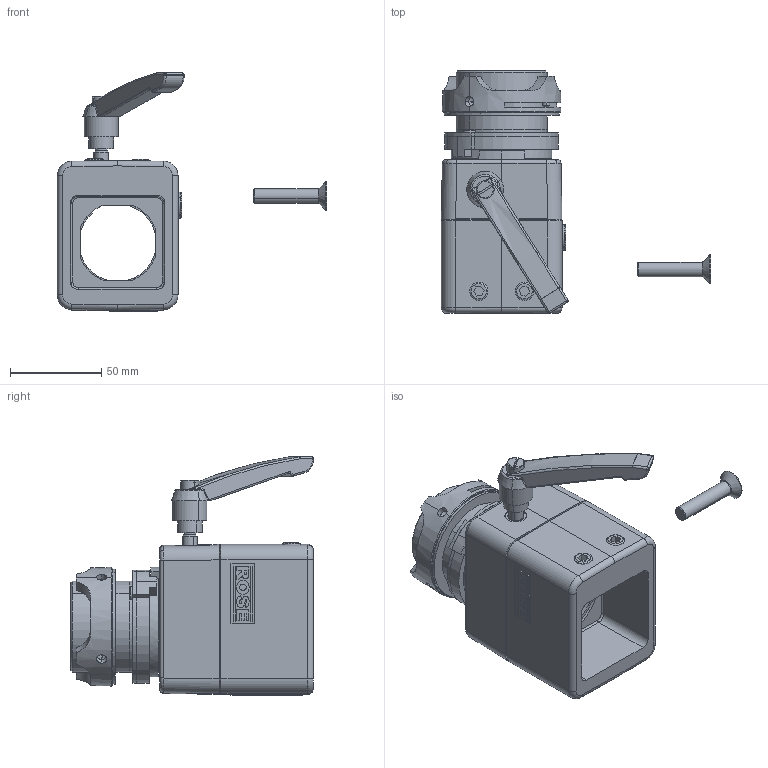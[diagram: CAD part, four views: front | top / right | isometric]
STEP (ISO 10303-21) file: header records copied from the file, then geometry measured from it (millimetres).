
FILE_DESCRIPTION (( 'STEP AP214' ), '1' );
FILE_NAME ('49517300.STEP', '2009-03-25T06:57:36', ( ' ' ), ( '' ), 'SwSTEP 2.0', 'SolidWorks 2008', '' );
FILE_SCHEMA (( 'AUTOMOTIVE_DESIGN' ));
Length unit declared in the file: millimetre
Products named in the file (32): 12601_Standard; 49517300; 82311_Standard; 93293_Standard; 12607_Standard; GewindebuchseA-M8_DIN16903_Standard; 94150_Standard; 94153_Standard; 12545_Standard; 82175_Standard; 83003_Standard; 94553_Standard; GewindebuchseC-M6_DIN16903_Standard; 12600_Standard; 12602_Standard; 93501_Standard; 94689_Standard; 94152_Standard; 94702_Standard; 94692_Standard; 94151_Standard; 93290_Standard; 83048_Standard; 92261_Standard; 93004_Standard; 93262_Standard
Assembly tree (42 placements, depth 3):
  49517300
    82311_Standard
    12601_Standard
      12601_Standard
      GewindebuchseA-M8_DIN16903_Standard
    93290_Standard
    93262_Standard  x4
    83048_Standard  x4
    94692_Standard
    94151_Standard
    12602_Standard
      94702_Standard
      12602_Standard
    83003_Standard
    92261_Standard
    93004_Standard  x2
    93293_Standard
    94152_Standard  x3
    12607_Standard
      12607_Standard
    82175_Standard
    94150_Standard  x2
    12545_Standard
    94153_Standard
    12600_Standard
      GewindebuchseC-M6_DIN16903_Standard  x2
      GewindebuchseC-M6_DIN16903_Standard
      GewindebuchseC-M6_DIN16903_Standard
      12600_Standard
    93501_Standard
    94553_Standard
    94689_Standard
Bounding box: 147.31 x 132.76 x 130.33 mm (x, y, z)
Volume: 333038.9 mm3; surface area: 151461.9 mm2
Topology: 39 solids, 39 shells, 2609 faces, 6687 edges, 4331 vertices
Faces by surface type: plane 1213, bspline 770, cylinder 347, cone 179, torus 80, sphere 20
Entity records: 111129 total; most frequent: CARTESIAN_POINT 54777, ORIENTED_EDGE 12416, DIRECTION 8667, EDGE_CURVE 6208, VERTEX_POINT 4050, LINE 3643, VECTOR 3643, EDGE_LOOP 2654
